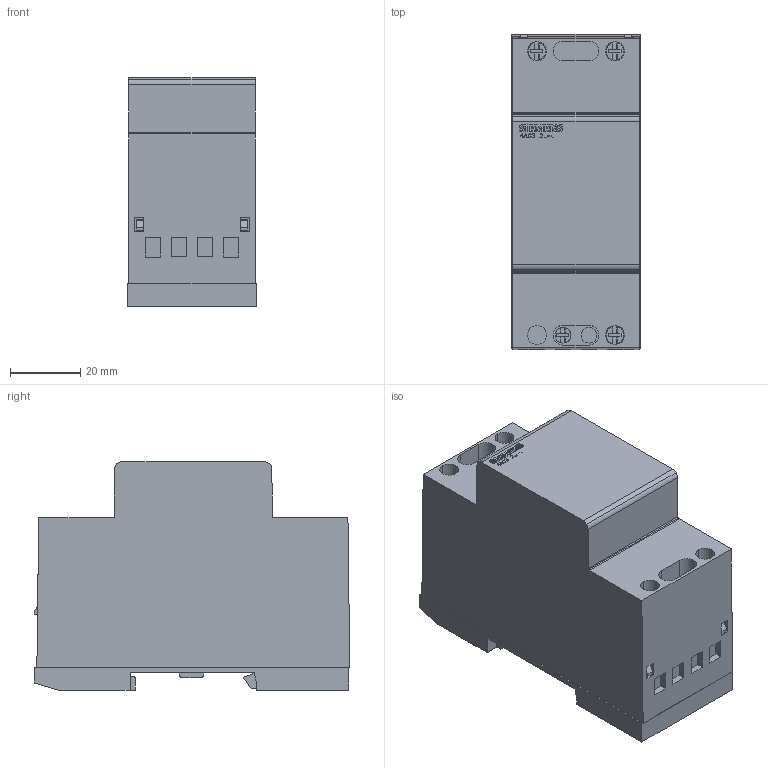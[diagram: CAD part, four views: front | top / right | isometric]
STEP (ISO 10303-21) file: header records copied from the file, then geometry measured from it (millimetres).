
FILE_DESCRIPTION(('STEP AP214'),'1');
FILE_NAME('cctmp_673A6309-65E7-4E05-9390-AD8D5FDA2355_2023_07_21_22_01_14_0462..stp','2023-07-21T20:01:15',('SIEMENS A&D'),('CADClick - www.CADClick.com'),'Spatial InterOp 3D postprocessed',' ','unknown authorization');
FILE_SCHEMA(('AUTOMOTIVE_DESIGN'));
Length unit declared in the file: millimetre
Products named in the file (1): 2023_07_21_22_01_14_0445
Bounding box: 36.5 x 89.75 x 65 mm (x, y, z)
Volume: 171560.1 mm3; surface area: 25002.2 mm2
Topology: 1 solids, 5 shells, 552 faces, 1475 edges, 977 vertices
Faces by surface type: plane 411, cylinder 114, torus 20, cone 7
Entity records: 28934 total; most frequent: CARTESIAN_POINT 3381, STYLED_ITEM 3005, PRESENTATION_STYLE_ASSIGNMENT 3005, ORIENTED_EDGE 2950, DIRECTION 2844, EDGE_CURVE 1475, CURVE_STYLE 1475, DRAUGHTING_PRE_DEFINED_CURVE_FONT 1475
